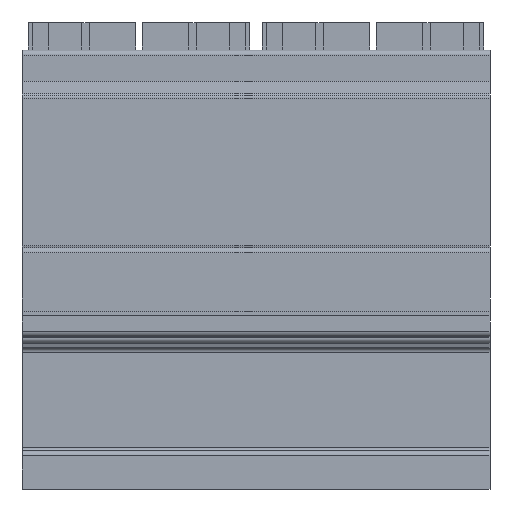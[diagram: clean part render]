
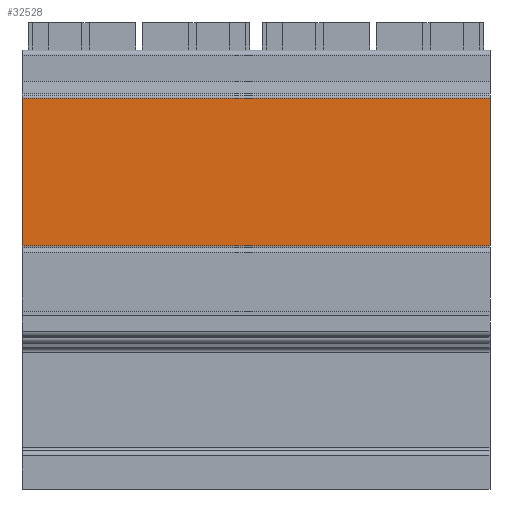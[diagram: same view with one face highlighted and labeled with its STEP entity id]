
A CAD part, front view. The second image highlights one B-rep face of the part: STEP entity #32528.
In plain terms, the highlighted planar face has unit normal (0, -1, 0).
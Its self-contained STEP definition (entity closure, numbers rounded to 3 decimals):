
#30929=CARTESIAN_POINT('',(0.0,-39.632,41.388));
#30930=VERTEX_POINT('',#30929);
#30937=CARTESIAN_POINT('',(0.0,-39.632,69.712));
#30938=VERTEX_POINT('',#30937);
#30939=CARTESIAN_POINT('',(0.,-39.632,69.712));
#30940=DIRECTION('',(0.0,0.0,-1.0));
#30941=VECTOR('',#30940,28.324);
#30942=LINE('',#30939,#30941);
#30943=EDGE_CURVE('',#30938,#30930,#30942,.T.);
#32485=CARTESIAN_POINT('',(90.0,-39.632,69.712));
#32486=VERTEX_POINT('',#32485);
#32487=CARTESIAN_POINT('',(90.0,-39.632,69.712));
#32488=DIRECTION('',(-1.0,0.0,0.0));
#32489=VECTOR('',#32488,90.0);
#32490=LINE('',#32487,#32489);
#32491=EDGE_CURVE('',#32486,#30938,#32490,.T.);
#32505=CARTESIAN_POINT('',(90.0,-39.632,69.712));
#32506=DIRECTION('',(0.0,-1.0,0.0));
#32507=DIRECTION('',(1.0,0.0,0.0));
#32508=AXIS2_PLACEMENT_3D('',#32505,#32506,#32507);
#32509=PLANE('',#32508);
#32510=CARTESIAN_POINT('',(90.0,-39.632,41.388));
#32511=VERTEX_POINT('',#32510);
#32512=CARTESIAN_POINT('',(90.0,-39.632,41.388));
#32513=DIRECTION('',(-1.0,0.0,0.0));
#32514=VECTOR('',#32513,90.0);
#32515=LINE('',#32512,#32514);
#32516=EDGE_CURVE('',#32511,#30930,#32515,.T.);
#32517=ORIENTED_EDGE('',*,*,#32516,.F.);
#32518=CARTESIAN_POINT('',(90.0,-39.632,41.388));
#32519=DIRECTION('',(0.0,0.0,1.0));
#32520=VECTOR('',#32519,28.324);
#32521=LINE('',#32518,#32520);
#32522=EDGE_CURVE('',#32511,#32486,#32521,.T.);
#32523=ORIENTED_EDGE('',*,*,#32522,.T.);
#32524=ORIENTED_EDGE('',*,*,#32491,.T.);
#32525=ORIENTED_EDGE('',*,*,#30943,.T.);
#32526=EDGE_LOOP('',(#32517,#32523,#32524,#32525));
#32527=FACE_OUTER_BOUND('',#32526,.T.);
#32528=ADVANCED_FACE('',(#32527),#32509,.T.);
